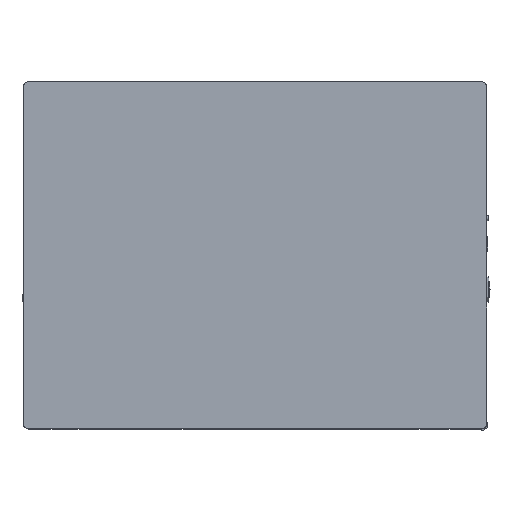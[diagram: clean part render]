
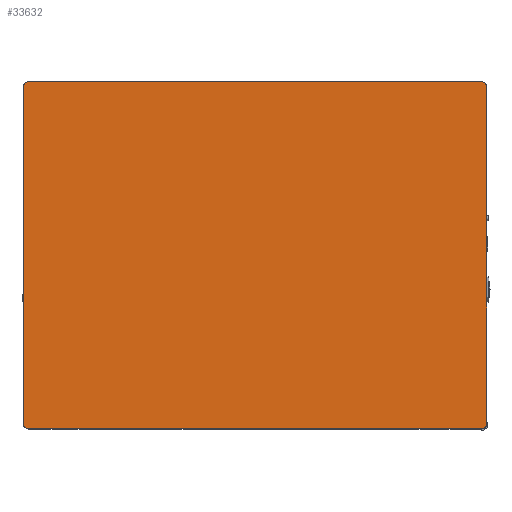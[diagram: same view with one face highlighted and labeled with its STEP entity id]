
A CAD part, top view. The second image highlights one B-rep face of the part: STEP entity #33632.
In plain terms, the highlighted planar face has unit normal (0, 0, 1).
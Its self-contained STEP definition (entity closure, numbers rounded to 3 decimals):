
#710=LINE('',#44947,#3509);
#716=LINE('',#44961,#3515);
#718=LINE('',#44965,#3517);
#724=LINE('',#44979,#3523);
#3509=VECTOR('',#37888,1000.);
#3515=VECTOR('',#37896,1000.);
#3517=VECTOR('',#37900,1000.);
#3523=VECTOR('',#37908,1000.);
#6147=PLANE('',#35247);
#7768=ORIENTED_EDGE('',*,*,#14902,.F.);
#7769=ORIENTED_EDGE('',*,*,#14904,.T.);
#7770=ORIENTED_EDGE('',*,*,#14896,.F.);
#7771=ORIENTED_EDGE('',*,*,#14905,.T.);
#7772=ORIENTED_EDGE('',*,*,#14894,.F.);
#7773=ORIENTED_EDGE('',*,*,#14906,.T.);
#7774=ORIENTED_EDGE('',*,*,#14888,.F.);
#7775=ORIENTED_EDGE('',*,*,#14907,.T.);
#14888=EDGE_CURVE('',#18518,#18519,#710,.T.);
#14894=EDGE_CURVE('',#18524,#18525,#716,.T.);
#14896=EDGE_CURVE('',#18526,#18527,#718,.T.);
#14902=EDGE_CURVE('',#18532,#18533,#724,.T.);
#14904=EDGE_CURVE('',#18532,#18527,#20844,.F.);
#14905=EDGE_CURVE('',#18526,#18525,#20845,.F.);
#14906=EDGE_CURVE('',#18524,#18519,#20846,.F.);
#14907=EDGE_CURVE('',#18518,#18533,#20847,.F.);
#18518=VERTEX_POINT('',#44948);
#18519=VERTEX_POINT('',#44949);
#18524=VERTEX_POINT('',#44960);
#18525=VERTEX_POINT('',#44962);
#18526=VERTEX_POINT('',#44966);
#18527=VERTEX_POINT('',#44967);
#18532=VERTEX_POINT('',#44978);
#18533=VERTEX_POINT('',#44980);
#20844=CIRCLE('',#35248,8.);
#20845=CIRCLE('',#35249,8.);
#20846=CIRCLE('',#35250,8.);
#20847=CIRCLE('',#35251,8.);
#21671=EDGE_LOOP('',(#7768,#7769,#7770,#7771,#7772,#7773,#7774,#7775));
#23415=FACE_BOUND('',#21671,.T.);
#33632=ADVANCED_FACE('',(#23415),#6147,.F.);
#35247=AXIS2_PLACEMENT_3D('',#44982,#37910,#37911);
#35248=AXIS2_PLACEMENT_3D('',#44983,#37912,#37913);
#35249=AXIS2_PLACEMENT_3D('',#44984,#37914,#37915);
#35250=AXIS2_PLACEMENT_3D('',#44985,#37916,#37917);
#35251=AXIS2_PLACEMENT_3D('',#44986,#37918,#37919);
#37888=DIRECTION('',(0.,1.,0.));
#37896=DIRECTION('',(1.,0.,0.));
#37900=DIRECTION('',(0.,-1.,0.));
#37908=DIRECTION('',(-1.,0.,0.));
#37910=DIRECTION('',(0.,0.,-1.));
#37911=DIRECTION('',(-1.,0.,0.));
#37912=DIRECTION('',(0.,0.,-1.));
#37913=DIRECTION('',(-1.,0.,0.));
#37914=DIRECTION('',(0.,0.,-1.));
#37915=DIRECTION('',(-1.,0.,0.));
#37916=DIRECTION('',(0.,0.,-1.));
#37917=DIRECTION('',(-1.,0.,0.));
#37918=DIRECTION('',(0.,0.,-1.));
#37919=DIRECTION('',(-1.,0.,0.));
#44947=CARTESIAN_POINT('',(-398.416,-23.593,7.));
#44948=CARTESIAN_POINT('',(-398.416,-295.701,7.));
#44949=CARTESIAN_POINT('',(-398.416,288.299,7.));
#44960=CARTESIAN_POINT('',(-390.416,296.299,7.));
#44961=CARTESIAN_POINT('',(-26.832,296.299,7.));
#44962=CARTESIAN_POINT('',(393.584,296.299,7.));
#44965=CARTESIAN_POINT('',(401.584,16.192,7.));
#44966=CARTESIAN_POINT('',(401.584,288.299,7.));
#44967=CARTESIAN_POINT('',(401.584,-295.701,7.));
#44978=CARTESIAN_POINT('',(393.584,-303.701,7.));
#44979=CARTESIAN_POINT('',(30.,-303.701,7.));
#44980=CARTESIAN_POINT('',(-390.416,-303.701,7.));
#44982=CARTESIAN_POINT('',(0.,0.,7.));
#44983=CARTESIAN_POINT('',(393.584,-295.701,7.));
#44984=CARTESIAN_POINT('',(393.584,288.299,7.));
#44985=CARTESIAN_POINT('',(-390.416,288.299,7.));
#44986=CARTESIAN_POINT('',(-390.416,-295.701,7.));
